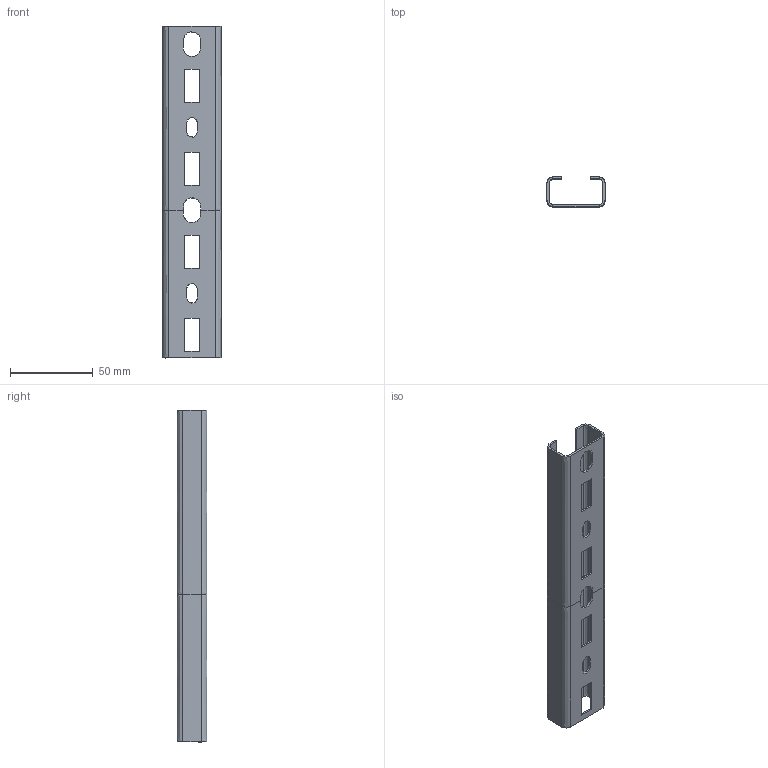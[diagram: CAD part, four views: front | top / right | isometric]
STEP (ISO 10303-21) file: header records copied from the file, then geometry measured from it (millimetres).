
FILE_DESCRIPTION(/* description */ (''),/* implementation_level */ '2;1');
FILE_NAME(/* name */ '1104268',/* time_stamp */ '2014-05-21T15:41:18+02:00',/* author */ (''),/* organization */ (''),/* preprocessor_version */ 'ST-DEVELOPER v15',/* originating_system */ '',/* authorisation */ '');
FILE_SCHEMA (('AUTOMOTIVE_DESIGN'));
Length unit declared in the file: millimetre
Products named in the file (1): Document
Bounding box: 35 x 18 x 200 mm (x, y, z)
Volume: 18397.5 mm3; surface area: 30603.7 mm2
Topology: 1 solids, 1 shells, 84 faces, 196 edges, 112 vertices
Faces by surface type: plane 58, bspline 26
Entity records: 2200 total; most frequent: CARTESIAN_POINT 908, ORIENTED_EDGE 392, EDGE_CURVE 196, B_SPLINE_CURVE_WITH_KNOTS 113, VERTEX_POINT 112, EDGE_LOOP 98, ADVANCED_FACE 84, FACE_OUTER_BOUND 84
